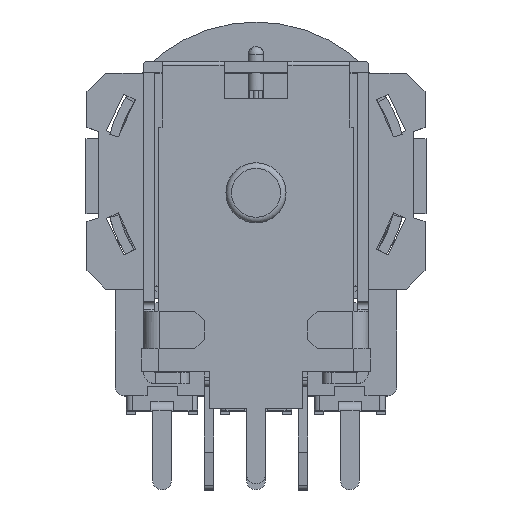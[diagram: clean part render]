
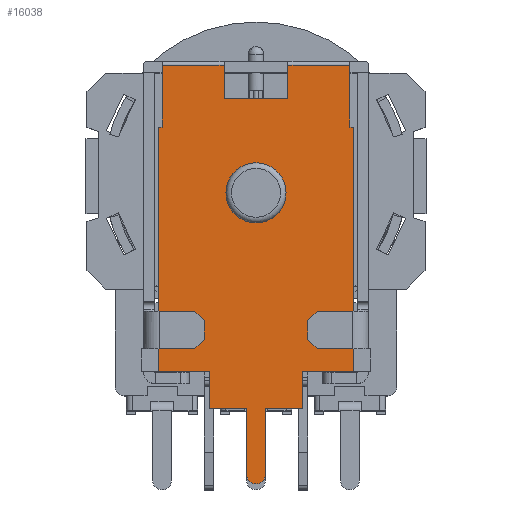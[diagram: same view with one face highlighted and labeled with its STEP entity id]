
A CAD part, top view. The second image highlights one B-rep face of the part: STEP entity #16038.
In plain terms, the highlighted planar face has unit normal (0, 0, 1).
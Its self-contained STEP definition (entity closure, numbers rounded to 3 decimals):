
#15859=CARTESIAN_POINT('',(0.,-2.276,15.35));
#15860=DIRECTION('',(0.0,0.0,1.0));
#15861=DIRECTION('',(1.0,0.0,0.0));
#15862=AXIS2_PLACEMENT_3D('',#15859,#15860,#15861);
#15863=PLANE('',#15862);
#15864=CARTESIAN_POINT('',(0.5,-16.,15.35));
#15865=VERTEX_POINT('',#15864);
#15866=CARTESIAN_POINT('',(0.5,-12.5,15.35));
#15867=VERTEX_POINT('',#15866);
#15868=CARTESIAN_POINT('',(0.5,-16.,15.35));
#15869=DIRECTION('',(0.0,1.0,0.0));
#15870=VECTOR('',#15869,3.5);
#15871=LINE('',#15868,#15870);
#15872=EDGE_CURVE('',#15865,#15867,#15871,.T.);
#15873=ORIENTED_EDGE('',*,*,#15872,.T.);
#15874=CARTESIAN_POINT('',(2.5,-12.5,15.35));
#15875=VERTEX_POINT('',#15874);
#15876=CARTESIAN_POINT('',(0.5,-12.5,15.35));
#15877=DIRECTION('',(1.0,0.0,0.0));
#15878=VECTOR('',#15877,2.);
#15879=LINE('',#15876,#15878);
#15880=EDGE_CURVE('',#15867,#15875,#15879,.T.);
#15881=ORIENTED_EDGE('',*,*,#15880,.T.);
#15882=CARTESIAN_POINT('',(2.5,-10.5,15.35));
#15883=VERTEX_POINT('',#15882);
#15884=CARTESIAN_POINT('',(2.5,-12.5,15.35));
#15885=DIRECTION('',(0.0,1.0,0.0));
#15886=VECTOR('',#15885,2.);
#15887=LINE('',#15884,#15886);
#15888=EDGE_CURVE('',#15875,#15883,#15887,.T.);
#15889=ORIENTED_EDGE('',*,*,#15888,.T.);
#15890=CARTESIAN_POINT('',(5.2,-10.5,15.35));
#15891=VERTEX_POINT('',#15890);
#15892=CARTESIAN_POINT('',(5.2,-10.5,15.35));
#15893=DIRECTION('',(-1.0,0.0,0.0));
#15894=VECTOR('',#15893,2.7);
#15895=LINE('',#15892,#15894);
#15896=EDGE_CURVE('',#15891,#15883,#15895,.T.);
#15897=ORIENTED_EDGE('',*,*,#15896,.F.);
#15898=CARTESIAN_POINT('',(5.2,2.5,15.35));
#15899=VERTEX_POINT('',#15898);
#15900=CARTESIAN_POINT('',(5.2,2.5,15.35));
#15901=DIRECTION('',(0.0,-1.0,0.0));
#15902=VECTOR('',#15901,13.);
#15903=LINE('',#15900,#15902);
#15904=EDGE_CURVE('',#15899,#15891,#15903,.T.);
#15905=ORIENTED_EDGE('',*,*,#15904,.F.);
#15906=CARTESIAN_POINT('',(5.,2.5,15.35));
#15907=VERTEX_POINT('',#15906);
#15908=CARTESIAN_POINT('',(5.,2.5,15.35));
#15909=DIRECTION('',(1.0,0.0,0.0));
#15910=VECTOR('',#15909,0.2);
#15911=LINE('',#15908,#15910);
#15912=EDGE_CURVE('',#15907,#15899,#15911,.T.);
#15913=ORIENTED_EDGE('',*,*,#15912,.F.);
#15914=CARTESIAN_POINT('',(5.,5.8,15.35));
#15915=VERTEX_POINT('',#15914);
#15916=CARTESIAN_POINT('',(5.,5.8,15.35));
#15917=DIRECTION('',(0.0,-1.0,0.0));
#15918=VECTOR('',#15917,3.3);
#15919=LINE('',#15916,#15918);
#15920=EDGE_CURVE('',#15915,#15907,#15919,.T.);
#15921=ORIENTED_EDGE('',*,*,#15920,.F.);
#15922=CARTESIAN_POINT('',(1.7,5.8,15.35));
#15923=VERTEX_POINT('',#15922);
#15924=CARTESIAN_POINT('',(1.7,5.8,15.35));
#15925=DIRECTION('',(1.0,0.0,0.0));
#15926=VECTOR('',#15925,3.3);
#15927=LINE('',#15924,#15926);
#15928=EDGE_CURVE('',#15923,#15915,#15927,.T.);
#15929=ORIENTED_EDGE('',*,*,#15928,.F.);
#15930=CARTESIAN_POINT('',(1.7,4.,15.35));
#15931=VERTEX_POINT('',#15930);
#15932=CARTESIAN_POINT('',(1.7,5.8,15.35));
#15933=DIRECTION('',(0.0,-1.0,0.0));
#15934=VECTOR('',#15933,1.8);
#15935=LINE('',#15932,#15934);
#15936=EDGE_CURVE('',#15923,#15931,#15935,.T.);
#15937=ORIENTED_EDGE('',*,*,#15936,.T.);
#15938=CARTESIAN_POINT('',(-1.7,4.0,15.35));
#15939=VERTEX_POINT('',#15938);
#15940=CARTESIAN_POINT('',(1.7,4.,15.35));
#15941=DIRECTION('',(-1.0,0.0,0.0));
#15942=VECTOR('',#15941,3.4);
#15943=LINE('',#15940,#15942);
#15944=EDGE_CURVE('',#15931,#15939,#15943,.T.);
#15945=ORIENTED_EDGE('',*,*,#15944,.T.);
#15946=CARTESIAN_POINT('',(-1.7,5.8,15.35));
#15947=VERTEX_POINT('',#15946);
#15948=CARTESIAN_POINT('',(-1.7,4.0,15.35));
#15949=DIRECTION('',(0.0,1.0,0.0));
#15950=VECTOR('',#15949,1.8);
#15951=LINE('',#15948,#15950);
#15952=EDGE_CURVE('',#15939,#15947,#15951,.T.);
#15953=ORIENTED_EDGE('',*,*,#15952,.T.);
#15954=CARTESIAN_POINT('',(-5.,5.8,15.35));
#15955=VERTEX_POINT('',#15954);
#15956=CARTESIAN_POINT('',(-5.,5.8,15.35));
#15957=DIRECTION('',(1.0,0.0,0.0));
#15958=VECTOR('',#15957,3.3);
#15959=LINE('',#15956,#15958);
#15960=EDGE_CURVE('',#15955,#15947,#15959,.T.);
#15961=ORIENTED_EDGE('',*,*,#15960,.F.);
#15962=CARTESIAN_POINT('',(-5.,2.5,15.35));
#15963=VERTEX_POINT('',#15962);
#15964=CARTESIAN_POINT('',(-5.,2.5,15.35));
#15965=DIRECTION('',(0.0,1.0,0.0));
#15966=VECTOR('',#15965,3.3);
#15967=LINE('',#15964,#15966);
#15968=EDGE_CURVE('',#15963,#15955,#15967,.T.);
#15969=ORIENTED_EDGE('',*,*,#15968,.F.);
#15970=CARTESIAN_POINT('',(-5.2,2.5,15.35));
#15971=VERTEX_POINT('',#15970);
#15972=CARTESIAN_POINT('',(-5.2,2.5,15.35));
#15973=DIRECTION('',(1.0,0.0,0.0));
#15974=VECTOR('',#15973,0.2);
#15975=LINE('',#15972,#15974);
#15976=EDGE_CURVE('',#15971,#15963,#15975,.T.);
#15977=ORIENTED_EDGE('',*,*,#15976,.F.);
#15978=CARTESIAN_POINT('',(-5.2,-10.5,15.35));
#15979=VERTEX_POINT('',#15978);
#15980=CARTESIAN_POINT('',(-5.2,-10.5,15.35));
#15981=DIRECTION('',(0.0,1.0,0.0));
#15982=VECTOR('',#15981,13.);
#15983=LINE('',#15980,#15982);
#15984=EDGE_CURVE('',#15979,#15971,#15983,.T.);
#15985=ORIENTED_EDGE('',*,*,#15984,.F.);
#15986=CARTESIAN_POINT('',(-2.5,-10.5,15.35));
#15987=VERTEX_POINT('',#15986);
#15988=CARTESIAN_POINT('',(-2.5,-10.5,15.35));
#15989=DIRECTION('',(-1.0,0.0,0.0));
#15990=VECTOR('',#15989,2.7);
#15991=LINE('',#15988,#15990);
#15992=EDGE_CURVE('',#15987,#15979,#15991,.T.);
#15993=ORIENTED_EDGE('',*,*,#15992,.F.);
#15994=CARTESIAN_POINT('',(-2.5,-12.5,15.35));
#15995=VERTEX_POINT('',#15994);
#15996=CARTESIAN_POINT('',(-2.5,-10.5,15.35));
#15997=DIRECTION('',(0.0,-1.0,0.0));
#15998=VECTOR('',#15997,2.0);
#15999=LINE('',#15996,#15998);
#16000=EDGE_CURVE('',#15987,#15995,#15999,.T.);
#16001=ORIENTED_EDGE('',*,*,#16000,.T.);
#16002=CARTESIAN_POINT('',(-0.5,-12.5,15.35));
#16003=VERTEX_POINT('',#16002);
#16004=CARTESIAN_POINT('',(-2.5,-12.5,15.35));
#16005=DIRECTION('',(1.0,0.0,0.0));
#16006=VECTOR('',#16005,2.);
#16007=LINE('',#16004,#16006);
#16008=EDGE_CURVE('',#15995,#16003,#16007,.T.);
#16009=ORIENTED_EDGE('',*,*,#16008,.T.);
#16010=CARTESIAN_POINT('',(-0.5,-16.,15.35));
#16011=VERTEX_POINT('',#16010);
#16012=CARTESIAN_POINT('',(-0.5,-12.5,15.35));
#16013=DIRECTION('',(0.0,-1.0,0.0));
#16014=VECTOR('',#16013,3.5);
#16015=LINE('',#16012,#16014);
#16016=EDGE_CURVE('',#16003,#16011,#16015,.T.);
#16017=ORIENTED_EDGE('',*,*,#16016,.T.);
#16018=CARTESIAN_POINT('',(0.,-16.,15.35));
#16019=DIRECTION('',(0.0,0.0,1.0));
#16020=DIRECTION('',(-1.0,0.0,0.0));
#16021=AXIS2_PLACEMENT_3D('',#16018,#16019,#16020);
#16022=CIRCLE('',#16021,0.5);
#16023=EDGE_CURVE('',#16011,#15865,#16022,.T.);
#16024=ORIENTED_EDGE('',*,*,#16023,.T.);
#16025=EDGE_LOOP('',(#15873,#15881,#15889,#15897,#15905,#15913,#15921,#15929,#15937,#15945,#15953,#15961,#15969,#15977,#15985,#15993,#16001,#16009,#16017,#16024));
#16026=FACE_OUTER_BOUND('',#16025,.T.);
#16027=CARTESIAN_POINT('',(1.6,-1.,15.35));
#16028=VERTEX_POINT('',#16027);
#16029=CARTESIAN_POINT('',(0.,-1.0,15.35));
#16030=DIRECTION('',(0.0,0.0,-1.0));
#16031=DIRECTION('',(-1.0,0.0,0.0));
#16032=AXIS2_PLACEMENT_3D('',#16029,#16030,#16031);
#16033=CIRCLE('',#16032,1.6);
#16034=EDGE_CURVE('',#16028,#16028,#16033,.T.);
#16035=ORIENTED_EDGE('',*,*,#16034,.T.);
#16036=EDGE_LOOP('',(#16035));
#16037=FACE_BOUND('',#16036,.T.);
#16038=ADVANCED_FACE('',(#16026,#16037),#15863,.T.);
